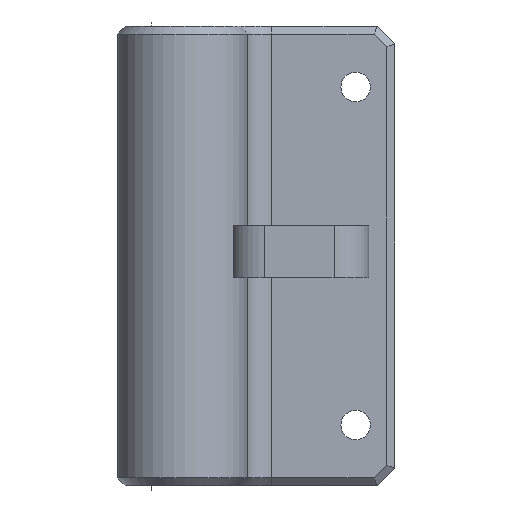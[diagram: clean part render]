
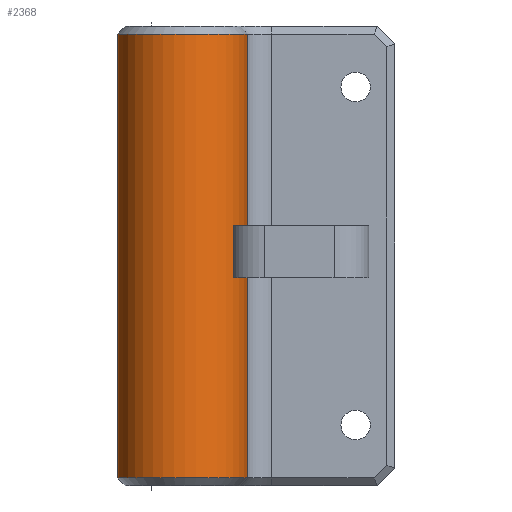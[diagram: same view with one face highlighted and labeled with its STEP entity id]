
A CAD part, left-side view. The second image highlights one B-rep face of the part: STEP entity #2368.
In plain terms, the highlighted cylindrical face has radius 7.5 mm (diameter 15 mm), a partial arc.
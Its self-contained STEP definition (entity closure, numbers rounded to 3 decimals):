
#353 = PLANE('',#354);
#354 = AXIS2_PLACEMENT_3D('',#355,#356,#357);
#355 = CARTESIAN_POINT('',(-0.5,162.573,26.5));
#356 = DIRECTION('',(1.,0.,0.));
#357 = DIRECTION('',(0.,0.,-1.));
#836 = CONICAL_SURFACE('',#837,7.5,0.785);
#837 = AXIS2_PLACEMENT_3D('',#838,#839,#840);
#838 = CARTESIAN_POINT('',(0.,156.,52.1));
#839 = DIRECTION('',(0.,0.,-1.));
#840 = DIRECTION('',(-0.067,0.998,
    0.));
#853 = VERTEX_POINT('',#854);
#854 = CARTESIAN_POINT('',(-0.5,163.483,52.1));
#879 = EDGE_CURVE('',#880,#853,#882,.T.);
#880 = VERTEX_POINT('',#881);
#881 = CARTESIAN_POINT('',(-0.5,163.483,0.9));
#882 = SURFACE_CURVE('',#883,(#887,#894),.PCURVE_S1.);
#883 = LINE('',#884,#885);
#884 = CARTESIAN_POINT('',(-0.5,163.483,0.));
#885 = VECTOR('',#886,1.);
#886 = DIRECTION('',(0.,0.,1.));
#887 = PCURVE('',#353,#888);
#888 = DEFINITIONAL_REPRESENTATION('',(#889),#893);
#889 = LINE('',#890,#891);
#890 = CARTESIAN_POINT('',(26.5,0.91));
#891 = VECTOR('',#892,1.);
#892 = DIRECTION('',(-1.,0.));
#893 = ( GEOMETRIC_REPRESENTATION_CONTEXT(2) 
PARAMETRIC_REPRESENTATION_CONTEXT() REPRESENTATION_CONTEXT('2D SPACE',''
  ) );
#894 = PCURVE('',#895,#900);
#895 = CYLINDRICAL_SURFACE('',#896,7.5);
#896 = AXIS2_PLACEMENT_3D('',#897,#898,#899);
#897 = CARTESIAN_POINT('',(0.,156.,0.));
#898 = DIRECTION('',(0.,0.,1.));
#899 = DIRECTION('',(1.,0.,0.));
#900 = DEFINITIONAL_REPRESENTATION('',(#901),#905);
#901 = LINE('',#902,#903);
#902 = CARTESIAN_POINT('',(-4.646,0.));
#903 = VECTOR('',#904,1.);
#904 = DIRECTION('',(-0.,1.));
#905 = ( GEOMETRIC_REPRESENTATION_CONTEXT(2) 
PARAMETRIC_REPRESENTATION_CONTEXT() REPRESENTATION_CONTEXT('2D SPACE',''
  ) );
#924 = CONICAL_SURFACE('',#925,7.5,0.785);
#925 = AXIS2_PLACEMENT_3D('',#926,#927,#928);
#926 = CARTESIAN_POINT('',(0.,156.,0.9));
#927 = DIRECTION('',(0.,0.,1.));
#928 = DIRECTION('',(0.19,-0.982,0.)
  );
#2290 = VERTEX_POINT('',#2291);
#2291 = CARTESIAN_POINT('',(1.429,148.637,52.1));
#2329 = CYLINDRICAL_SURFACE('',#2330,3.);
#2330 = AXIS2_PLACEMENT_3D('',#2331,#2332,#2333);
#2331 = CARTESIAN_POINT('',(2.,145.692,30.));
#2332 = DIRECTION('',(0.,0.,1.));
#2333 = DIRECTION('',(1.,0.,0.));
#2347 = EDGE_CURVE('',#853,#2290,#2348,.T.);
#2348 = SURFACE_CURVE('',#2349,(#2354,#2361),.PCURVE_S1.);
#2349 = CIRCLE('',#2350,7.5);
#2350 = AXIS2_PLACEMENT_3D('',#2351,#2352,#2353);
#2351 = CARTESIAN_POINT('',(0.,156.,52.1));
#2352 = DIRECTION('',(0.,0.,1.));
#2353 = DIRECTION('',(-0.067,0.998,
    0.));
#2354 = PCURVE('',#836,#2355);
#2355 = DEFINITIONAL_REPRESENTATION('',(#2356),#2360);
#2356 = LINE('',#2357,#2358);
#2357 = CARTESIAN_POINT('',(-0.,0.));
#2358 = VECTOR('',#2359,1.);
#2359 = DIRECTION('',(-1.,0.));
#2360 = ( GEOMETRIC_REPRESENTATION_CONTEXT(2) 
PARAMETRIC_REPRESENTATION_CONTEXT() REPRESENTATION_CONTEXT('2D SPACE',''
  ) );
#2361 = PCURVE('',#895,#2362);
#2362 = DEFINITIONAL_REPRESENTATION('',(#2363),#2367);
#2363 = LINE('',#2364,#2365);
#2364 = CARTESIAN_POINT('',(-4.646,52.1));
#2365 = VECTOR('',#2366,1.);
#2366 = DIRECTION('',(1.,-0.));
#2367 = ( GEOMETRIC_REPRESENTATION_CONTEXT(2) 
PARAMETRIC_REPRESENTATION_CONTEXT() REPRESENTATION_CONTEXT('2D SPACE',''
  ) );
#2368 = ADVANCED_FACE('',(#2369),#895,.T.);
#2369 = FACE_BOUND('',#2370,.F.);
#2370 = EDGE_LOOP('',(#2371,#2394,#2423,#2451,#2480,#2508,#2530,#2531));
#2371 = ORIENTED_EDGE('',*,*,#2372,.F.);
#2372 = EDGE_CURVE('',#2373,#2290,#2375,.T.);
#2373 = VERTEX_POINT('',#2374);
#2374 = CARTESIAN_POINT('',(1.429,148.637,30.));
#2375 = SURFACE_CURVE('',#2376,(#2380,#2387),.PCURVE_S1.);
#2376 = LINE('',#2377,#2378);
#2377 = CARTESIAN_POINT('',(1.429,148.637,30.));
#2378 = VECTOR('',#2379,1.);
#2379 = DIRECTION('',(0.,0.,1.));
#2380 = PCURVE('',#895,#2381);
#2381 = DEFINITIONAL_REPRESENTATION('',(#2382),#2386);
#2382 = LINE('',#2383,#2384);
#2383 = CARTESIAN_POINT('',(-1.379,30.));
#2384 = VECTOR('',#2385,1.);
#2385 = DIRECTION('',(-0.,1.));
#2386 = ( GEOMETRIC_REPRESENTATION_CONTEXT(2) 
PARAMETRIC_REPRESENTATION_CONTEXT() REPRESENTATION_CONTEXT('2D SPACE',''
  ) );
#2387 = PCURVE('',#2329,#2388);
#2388 = DEFINITIONAL_REPRESENTATION('',(#2389),#2393);
#2389 = LINE('',#2390,#2391);
#2390 = CARTESIAN_POINT('',(1.762,0.));
#2391 = VECTOR('',#2392,1.);
#2392 = DIRECTION('',(0.,1.));
#2393 = ( GEOMETRIC_REPRESENTATION_CONTEXT(2) 
PARAMETRIC_REPRESENTATION_CONTEXT() REPRESENTATION_CONTEXT('2D SPACE',''
  ) );
#2394 = ORIENTED_EDGE('',*,*,#2395,.T.);
#2395 = EDGE_CURVE('',#2373,#2396,#2398,.T.);
#2396 = VERTEX_POINT('',#2397);
#2397 = CARTESIAN_POINT('',(-4.687,150.145,30.));
#2398 = SURFACE_CURVE('',#2399,(#2404,#2411),.PCURVE_S1.);
#2399 = CIRCLE('',#2400,7.5);
#2400 = AXIS2_PLACEMENT_3D('',#2401,#2402,#2403);
#2401 = CARTESIAN_POINT('',(0.,156.,30.));
#2402 = DIRECTION('',(0.,0.,-1.));
#2403 = DIRECTION('',(1.,0.,0.));
#2404 = PCURVE('',#895,#2405);
#2405 = DEFINITIONAL_REPRESENTATION('',(#2406),#2410);
#2406 = LINE('',#2407,#2408);
#2407 = CARTESIAN_POINT('',(-0.,30.));
#2408 = VECTOR('',#2409,1.);
#2409 = DIRECTION('',(-1.,0.));
#2410 = ( GEOMETRIC_REPRESENTATION_CONTEXT(2) 
PARAMETRIC_REPRESENTATION_CONTEXT() REPRESENTATION_CONTEXT('2D SPACE',''
  ) );
#2411 = PCURVE('',#2412,#2417);
#2412 = PLANE('',#2413);
#2413 = AXIS2_PLACEMENT_3D('',#2414,#2415,#2416);
#2414 = CARTESIAN_POINT('',(-0.604,142.5,30.));
#2415 = DIRECTION('',(0.,0.,-1.));
#2416 = DIRECTION('',(0.,-1.,0.));
#2417 = DEFINITIONAL_REPRESENTATION('',(#2418),#2422);
#2418 = CIRCLE('',#2419,7.5);
#2419 = AXIS2_PLACEMENT_2D('',#2420,#2421);
#2420 = CARTESIAN_POINT('',(-13.5,-0.604));
#2421 = DIRECTION('',(0.,-1.));
#2422 = ( GEOMETRIC_REPRESENTATION_CONTEXT(2) 
PARAMETRIC_REPRESENTATION_CONTEXT() REPRESENTATION_CONTEXT('2D SPACE',''
  ) );
#2423 = ORIENTED_EDGE('',*,*,#2424,.F.);
#2424 = EDGE_CURVE('',#2425,#2396,#2427,.T.);
#2425 = VERTEX_POINT('',#2426);
#2426 = CARTESIAN_POINT('',(-4.687,150.145,24.));
#2427 = SURFACE_CURVE('',#2428,(#2432,#2439),.PCURVE_S1.);
#2428 = LINE('',#2429,#2430);
#2429 = CARTESIAN_POINT('',(-4.687,150.145,0.));
#2430 = VECTOR('',#2431,1.);
#2431 = DIRECTION('',(0.,0.,1.));
#2432 = PCURVE('',#895,#2433);
#2433 = DEFINITIONAL_REPRESENTATION('',(#2434),#2438);
#2434 = LINE('',#2435,#2436);
#2435 = CARTESIAN_POINT('',(-2.246,0.));
#2436 = VECTOR('',#2437,1.);
#2437 = DIRECTION('',(-0.,1.));
#2438 = ( GEOMETRIC_REPRESENTATION_CONTEXT(2) 
PARAMETRIC_REPRESENTATION_CONTEXT() REPRESENTATION_CONTEXT('2D SPACE',''
  ) );
#2439 = PCURVE('',#2440,#2445);
#2440 = CYLINDRICAL_SURFACE('',#2441,4.187);
#2441 = AXIS2_PLACEMENT_3D('',#2442,#2443,#2444);
#2442 = CARTESIAN_POINT('',(-3.,146.313,24.));
#2443 = DIRECTION('',(0.,0.,-1.));
#2444 = DIRECTION('',(0.,-1.,-0.));
#2445 = DEFINITIONAL_REPRESENTATION('',(#2446),#2450);
#2446 = LINE('',#2447,#2448);
#2447 = CARTESIAN_POINT('',(2.727,24.));
#2448 = VECTOR('',#2449,1.);
#2449 = DIRECTION('',(0.,-1.));
#2450 = ( GEOMETRIC_REPRESENTATION_CONTEXT(2) 
PARAMETRIC_REPRESENTATION_CONTEXT() REPRESENTATION_CONTEXT('2D SPACE',''
  ) );
#2451 = ORIENTED_EDGE('',*,*,#2452,.F.);
#2452 = EDGE_CURVE('',#2453,#2425,#2455,.T.);
#2453 = VERTEX_POINT('',#2454);
#2454 = CARTESIAN_POINT('',(1.429,148.637,24.));
#2455 = SURFACE_CURVE('',#2456,(#2461,#2468),.PCURVE_S1.);
#2456 = CIRCLE('',#2457,7.5);
#2457 = AXIS2_PLACEMENT_3D('',#2458,#2459,#2460);
#2458 = CARTESIAN_POINT('',(0.,156.,24.));
#2459 = DIRECTION('',(0.,0.,-1.));
#2460 = DIRECTION('',(1.,0.,0.));
#2461 = PCURVE('',#895,#2462);
#2462 = DEFINITIONAL_REPRESENTATION('',(#2463),#2467);
#2463 = LINE('',#2464,#2465);
#2464 = CARTESIAN_POINT('',(-0.,24.));
#2465 = VECTOR('',#2466,1.);
#2466 = DIRECTION('',(-1.,0.));
#2467 = ( GEOMETRIC_REPRESENTATION_CONTEXT(2) 
PARAMETRIC_REPRESENTATION_CONTEXT() REPRESENTATION_CONTEXT('2D SPACE',''
  ) );
#2468 = PCURVE('',#2469,#2474);
#2469 = PLANE('',#2470);
#2470 = AXIS2_PLACEMENT_3D('',#2471,#2472,#2473);
#2471 = CARTESIAN_POINT('',(-0.604,142.5,24.));
#2472 = DIRECTION('',(0.,0.,-1.));
#2473 = DIRECTION('',(0.,-1.,0.));
#2474 = DEFINITIONAL_REPRESENTATION('',(#2475),#2479);
#2475 = CIRCLE('',#2476,7.5);
#2476 = AXIS2_PLACEMENT_2D('',#2477,#2478);
#2477 = CARTESIAN_POINT('',(-13.5,-0.604));
#2478 = DIRECTION('',(0.,-1.));
#2479 = ( GEOMETRIC_REPRESENTATION_CONTEXT(2) 
PARAMETRIC_REPRESENTATION_CONTEXT() REPRESENTATION_CONTEXT('2D SPACE',''
  ) );
#2480 = ORIENTED_EDGE('',*,*,#2481,.F.);
#2481 = EDGE_CURVE('',#2482,#2453,#2484,.T.);
#2482 = VERTEX_POINT('',#2483);
#2483 = CARTESIAN_POINT('',(1.429,148.637,0.9));
#2484 = SURFACE_CURVE('',#2485,(#2489,#2496),.PCURVE_S1.);
#2485 = LINE('',#2486,#2487);
#2486 = CARTESIAN_POINT('',(1.429,148.637,0.));
#2487 = VECTOR('',#2488,1.);
#2488 = DIRECTION('',(0.,0.,1.));
#2489 = PCURVE('',#895,#2490);
#2490 = DEFINITIONAL_REPRESENTATION('',(#2491),#2495);
#2491 = LINE('',#2492,#2493);
#2492 = CARTESIAN_POINT('',(-1.379,0.));
#2493 = VECTOR('',#2494,1.);
#2494 = DIRECTION('',(-0.,1.));
#2495 = ( GEOMETRIC_REPRESENTATION_CONTEXT(2) 
PARAMETRIC_REPRESENTATION_CONTEXT() REPRESENTATION_CONTEXT('2D SPACE',''
  ) );
#2496 = PCURVE('',#2497,#2502);
#2497 = CYLINDRICAL_SURFACE('',#2498,3.);
#2498 = AXIS2_PLACEMENT_3D('',#2499,#2500,#2501);
#2499 = CARTESIAN_POINT('',(2.,145.692,0.));
#2500 = DIRECTION('',(0.,0.,1.));
#2501 = DIRECTION('',(1.,0.,0.));
#2502 = DEFINITIONAL_REPRESENTATION('',(#2503),#2507);
#2503 = LINE('',#2504,#2505);
#2504 = CARTESIAN_POINT('',(1.762,0.));
#2505 = VECTOR('',#2506,1.);
#2506 = DIRECTION('',(0.,1.));
#2507 = ( GEOMETRIC_REPRESENTATION_CONTEXT(2) 
PARAMETRIC_REPRESENTATION_CONTEXT() REPRESENTATION_CONTEXT('2D SPACE',''
  ) );
#2508 = ORIENTED_EDGE('',*,*,#2509,.T.);
#2509 = EDGE_CURVE('',#2482,#880,#2510,.T.);
#2510 = SURFACE_CURVE('',#2511,(#2516,#2523),.PCURVE_S1.);
#2511 = CIRCLE('',#2512,7.5);
#2512 = AXIS2_PLACEMENT_3D('',#2513,#2514,#2515);
#2513 = CARTESIAN_POINT('',(0.,156.,0.9));
#2514 = DIRECTION('',(0.,0.,-1.));
#2515 = DIRECTION('',(0.19,-0.982,0.
    ));
#2516 = PCURVE('',#895,#2517);
#2517 = DEFINITIONAL_REPRESENTATION('',(#2518),#2522);
#2518 = LINE('',#2519,#2520);
#2519 = CARTESIAN_POINT('',(-1.379,0.9));
#2520 = VECTOR('',#2521,1.);
#2521 = DIRECTION('',(-1.,0.));
#2522 = ( GEOMETRIC_REPRESENTATION_CONTEXT(2) 
PARAMETRIC_REPRESENTATION_CONTEXT() REPRESENTATION_CONTEXT('2D SPACE',''
  ) );
#2523 = PCURVE('',#924,#2524);
#2524 = DEFINITIONAL_REPRESENTATION('',(#2525),#2529);
#2525 = LINE('',#2526,#2527);
#2526 = CARTESIAN_POINT('',(-0.,-0.));
#2527 = VECTOR('',#2528,1.);
#2528 = DIRECTION('',(-1.,-0.));
#2529 = ( GEOMETRIC_REPRESENTATION_CONTEXT(2) 
PARAMETRIC_REPRESENTATION_CONTEXT() REPRESENTATION_CONTEXT('2D SPACE',''
  ) );
#2530 = ORIENTED_EDGE('',*,*,#879,.T.);
#2531 = ORIENTED_EDGE('',*,*,#2347,.T.);
